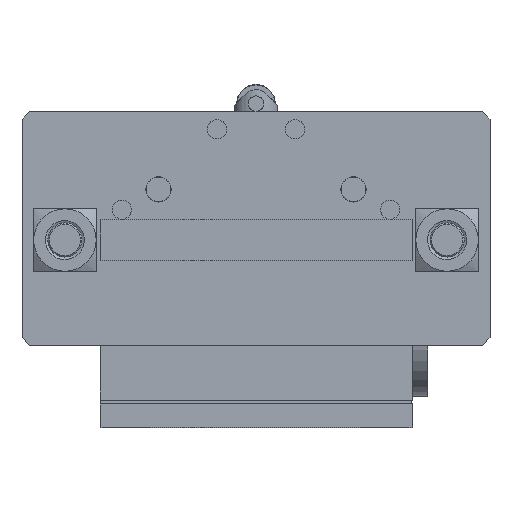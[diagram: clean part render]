
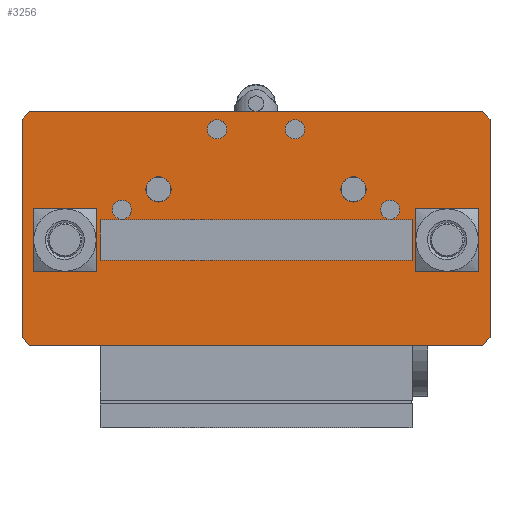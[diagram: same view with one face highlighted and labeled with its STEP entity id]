
A CAD part, top view. The second image highlights one B-rep face of the part: STEP entity #3256.
In plain terms, the highlighted planar face has unit normal (0, 0, 1).
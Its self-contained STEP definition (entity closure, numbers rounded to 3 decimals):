
#301=LINE('',#5540,#501);
#307=LINE('',#5552,#507);
#308=LINE('',#5559,#508);
#311=LINE('',#5565,#511);
#312=LINE('',#5567,#512);
#313=LINE('',#5569,#513);
#314=LINE('',#5570,#514);
#315=LINE('',#5572,#515);
#316=LINE('',#5574,#516);
#317=LINE('',#5575,#517);
#318=LINE('',#5576,#518);
#319=LINE('',#5577,#519);
#501=VECTOR('',#4376,5.2);
#507=VECTOR('',#4384,5.2);
#508=VECTOR('',#4391,28.);
#511=VECTOR('',#4396,28.);
#512=VECTOR('',#4397,1.414);
#513=VECTOR('',#4398,58.);
#514=VECTOR('',#4399,1.414);
#515=VECTOR('',#4400,1.414);
#516=VECTOR('',#4401,58.);
#517=VECTOR('',#4402,1.414);
#518=VECTOR('',#4403,40.);
#519=VECTOR('',#4404,40.);
#645=PLANE('',#3588);
#739=FACE_BOUND('',#1225,.T.);
#740=FACE_BOUND('',#1226,.T.);
#741=FACE_BOUND('',#1227,.T.);
#742=FACE_BOUND('',#1228,.T.);
#743=FACE_BOUND('',#1229,.T.);
#744=FACE_BOUND('',#1230,.T.);
#745=FACE_BOUND('',#1231,.T.);
#746=FACE_BOUND('',#1232,.T.);
#747=FACE_BOUND('',#1233,.T.);
#943=FACE_OUTER_BOUND('',#1224,.T.);
#1224=EDGE_LOOP('',(#2796,#2797,#2798,#2799,#2800,#2801,#2802,#2803));
#1225=EDGE_LOOP('',(#2804));
#1226=EDGE_LOOP('',(#2805,#2806,#2807,#2808));
#1227=EDGE_LOOP('',(#2809));
#1228=EDGE_LOOP('',(#2810));
#1229=EDGE_LOOP('',(#2811));
#1230=EDGE_LOOP('',(#2812));
#1231=EDGE_LOOP('',(#2813));
#1232=EDGE_LOOP('',(#2814));
#1233=EDGE_LOOP('',(#2815));
#1419=CIRCLE('',#3586,2.75);
#1420=CIRCLE('',#3589,1.621);
#1421=CIRCLE('',#3590,1.621);
#1422=CIRCLE('',#3591,1.23);
#1423=CIRCLE('',#3592,1.23);
#1424=CIRCLE('',#3593,1.23);
#1425=CIRCLE('',#3594,1.23);
#1426=CIRCLE('',#3595,2.75);
#1686=VERTEX_POINT('',#5536);
#1688=VERTEX_POINT('',#5539);
#1691=VERTEX_POINT('',#5546);
#1693=VERTEX_POINT('',#5550);
#1694=VERTEX_POINT('',#5554);
#1695=VERTEX_POINT('',#5557);
#1696=VERTEX_POINT('',#5558);
#1697=VERTEX_POINT('',#5563);
#1698=VERTEX_POINT('',#5564);
#1699=VERTEX_POINT('',#5566);
#1700=VERTEX_POINT('',#5568);
#1701=VERTEX_POINT('',#5571);
#1702=VERTEX_POINT('',#5573);
#1703=VERTEX_POINT('',#5578);
#1704=VERTEX_POINT('',#5580);
#1705=VERTEX_POINT('',#5582);
#1706=VERTEX_POINT('',#5584);
#1707=VERTEX_POINT('',#5586);
#1708=VERTEX_POINT('',#5588);
#1709=VERTEX_POINT('',#5590);
#2073=EDGE_CURVE('',#1686,#1688,#301,.T.);
#2079=EDGE_CURVE('',#1693,#1691,#307,.T.);
#2080=EDGE_CURVE('',#1694,#1694,#1419,.T.);
#2081=EDGE_CURVE('',#1695,#1696,#308,.T.);
#2084=EDGE_CURVE('',#1697,#1698,#311,.T.);
#2085=EDGE_CURVE('',#1699,#1697,#312,.T.);
#2086=EDGE_CURVE('',#1700,#1699,#313,.T.);
#2087=EDGE_CURVE('',#1696,#1700,#314,.T.);
#2088=EDGE_CURVE('',#1701,#1695,#315,.T.);
#2089=EDGE_CURVE('',#1702,#1701,#316,.T.);
#2090=EDGE_CURVE('',#1698,#1702,#317,.T.);
#2091=EDGE_CURVE('',#1686,#1691,#318,.T.);
#2092=EDGE_CURVE('',#1693,#1688,#319,.T.);
#2093=EDGE_CURVE('',#1703,#1703,#1420,.T.);
#2094=EDGE_CURVE('',#1704,#1704,#1421,.T.);
#2095=EDGE_CURVE('',#1705,#1705,#1422,.T.);
#2096=EDGE_CURVE('',#1706,#1706,#1423,.T.);
#2097=EDGE_CURVE('',#1707,#1707,#1424,.T.);
#2098=EDGE_CURVE('',#1708,#1708,#1425,.T.);
#2099=EDGE_CURVE('',#1709,#1709,#1426,.T.);
#2796=ORIENTED_EDGE('',*,*,#2084,.F.);
#2797=ORIENTED_EDGE('',*,*,#2085,.F.);
#2798=ORIENTED_EDGE('',*,*,#2086,.F.);
#2799=ORIENTED_EDGE('',*,*,#2087,.F.);
#2800=ORIENTED_EDGE('',*,*,#2081,.F.);
#2801=ORIENTED_EDGE('',*,*,#2088,.F.);
#2802=ORIENTED_EDGE('',*,*,#2089,.F.);
#2803=ORIENTED_EDGE('',*,*,#2090,.F.);
#2804=ORIENTED_EDGE('',*,*,#2080,.F.);
#2805=ORIENTED_EDGE('',*,*,#2091,.T.);
#2806=ORIENTED_EDGE('',*,*,#2079,.F.);
#2807=ORIENTED_EDGE('',*,*,#2092,.T.);
#2808=ORIENTED_EDGE('',*,*,#2073,.F.);
#2809=ORIENTED_EDGE('',*,*,#2093,.T.);
#2810=ORIENTED_EDGE('',*,*,#2094,.T.);
#2811=ORIENTED_EDGE('',*,*,#2095,.T.);
#2812=ORIENTED_EDGE('',*,*,#2096,.T.);
#2813=ORIENTED_EDGE('',*,*,#2097,.T.);
#2814=ORIENTED_EDGE('',*,*,#2098,.T.);
#2815=ORIENTED_EDGE('',*,*,#2099,.F.);
#3256=ADVANCED_FACE('',(#943,#739,#740,#741,#742,#743,#744,#745,#746,#747),
#645,.T.);
#3586=AXIS2_PLACEMENT_3D('',#5555,#4387,#4388);
#3588=AXIS2_PLACEMENT_3D('',#5562,#4394,#4395);
#3589=AXIS2_PLACEMENT_3D('',#5579,#4405,#4406);
#3590=AXIS2_PLACEMENT_3D('',#5581,#4407,#4408);
#3591=AXIS2_PLACEMENT_3D('',#5583,#4409,#4410);
#3592=AXIS2_PLACEMENT_3D('',#5585,#4411,#4412);
#3593=AXIS2_PLACEMENT_3D('',#5587,#4413,#4414);
#3594=AXIS2_PLACEMENT_3D('',#5589,#4415,#4416);
#3595=AXIS2_PLACEMENT_3D('',#5591,#4417,#4418);
#4376=DIRECTION('',(0.,1.,0.));
#4384=DIRECTION('',(0.,-1.,0.));
#4387=DIRECTION('center_axis',(0.,0.,1.));
#4388=DIRECTION('ref_axis',(-1.,0.,0.));
#4391=DIRECTION('',(0.,1.,0.));
#4394=DIRECTION('center_axis',(0.,0.,1.));
#4395=DIRECTION('ref_axis',(1.,0.,0.));
#4396=DIRECTION('',(0.,-1.,0.));
#4397=DIRECTION('',(0.707,-0.707,0.));
#4398=DIRECTION('',(1.,0.,0.));
#4399=DIRECTION('',(0.707,0.707,0.));
#4400=DIRECTION('',(-0.707,0.707,0.));
#4401=DIRECTION('',(-1.,0.,0.));
#4402=DIRECTION('',(-0.707,-0.707,0.));
#4403=DIRECTION('',(-1.,0.,0.));
#4404=DIRECTION('',(1.,0.,0.));
#4405=DIRECTION('center_axis',(0.,0.,-1.));
#4406=DIRECTION('ref_axis',(-1.,0.,0.));
#4407=DIRECTION('center_axis',(0.,0.,-1.));
#4408=DIRECTION('ref_axis',(-1.,0.,0.));
#4409=DIRECTION('center_axis',(0.,0.,-1.));
#4410=DIRECTION('ref_axis',(-1.,0.,0.));
#4411=DIRECTION('center_axis',(0.,0.,-1.));
#4412=DIRECTION('ref_axis',(-1.,0.,0.));
#4413=DIRECTION('center_axis',(0.,0.,-1.));
#4414=DIRECTION('ref_axis',(-1.,0.,0.));
#4415=DIRECTION('center_axis',(0.,0.,-1.));
#4416=DIRECTION('ref_axis',(-1.,0.,0.));
#4417=DIRECTION('center_axis',(0.,0.,1.));
#4418=DIRECTION('ref_axis',(-1.,0.,0.));
#5536=CARTESIAN_POINT('',(657.8,65.8,7.));
#5539=CARTESIAN_POINT('',(657.8,71.,7.));
#5540=CARTESIAN_POINT('',(657.8,73.555,7.));
#5546=CARTESIAN_POINT('',(617.8,65.8,7.));
#5550=CARTESIAN_POINT('',(617.8,71.,7.));
#5552=CARTESIAN_POINT('',(617.8,65.136,7.));
#5554=CARTESIAN_POINT('',(663.196,65.8,7.));
#5555=CARTESIAN_POINT('Origin',(662.3,68.4,7.));
#5557=CARTESIAN_POINT('',(607.8,55.9,7.));
#5558=CARTESIAN_POINT('',(607.8,83.9,7.));
#5559=CARTESIAN_POINT('',(607.8,54.9,7.));
#5562=CARTESIAN_POINT('Origin',(637.8,69.9,7.));
#5563=CARTESIAN_POINT('',(667.8,83.9,7.));
#5564=CARTESIAN_POINT('',(667.8,55.9,7.));
#5565=CARTESIAN_POINT('',(667.8,84.9,7.));
#5566=CARTESIAN_POINT('',(666.8,84.9,7.));
#5567=CARTESIAN_POINT('',(663.55,88.15,7.));
#5568=CARTESIAN_POINT('',(608.8,84.9,7.));
#5569=CARTESIAN_POINT('',(607.8,84.9,7.));
#5570=CARTESIAN_POINT('',(612.05,88.15,7.));
#5571=CARTESIAN_POINT('',(608.8,54.9,7.));
#5572=CARTESIAN_POINT('',(612.05,51.65,7.));
#5573=CARTESIAN_POINT('',(666.8,54.9,7.));
#5574=CARTESIAN_POINT('',(667.8,54.9,7.));
#5575=CARTESIAN_POINT('',(663.55,51.65,7.));
#5576=CARTESIAN_POINT('',(652.8,65.8,7.));
#5577=CARTESIAN_POINT('',(652.8,71.,7.));
#5578=CARTESIAN_POINT('',(651.921,74.9,7.));
#5579=CARTESIAN_POINT('Origin',(650.3,74.9,7.));
#5580=CARTESIAN_POINT('',(626.921,74.9,7.));
#5581=CARTESIAN_POINT('Origin',(625.3,74.9,7.));
#5582=CARTESIAN_POINT('',(656.229,72.3,7.));
#5583=CARTESIAN_POINT('Origin',(655.,72.3,7.));
#5584=CARTESIAN_POINT('',(644.029,82.6,7.));
#5585=CARTESIAN_POINT('Origin',(642.8,82.6,7.));
#5586=CARTESIAN_POINT('',(634.029,82.6,7.));
#5587=CARTESIAN_POINT('Origin',(632.8,82.6,7.));
#5588=CARTESIAN_POINT('',(621.829,72.3,7.));
#5589=CARTESIAN_POINT('Origin',(620.6,72.3,7.));
#5590=CARTESIAN_POINT('',(612.404,71.,7.));
#5591=CARTESIAN_POINT('Origin',(613.3,68.4,7.));
